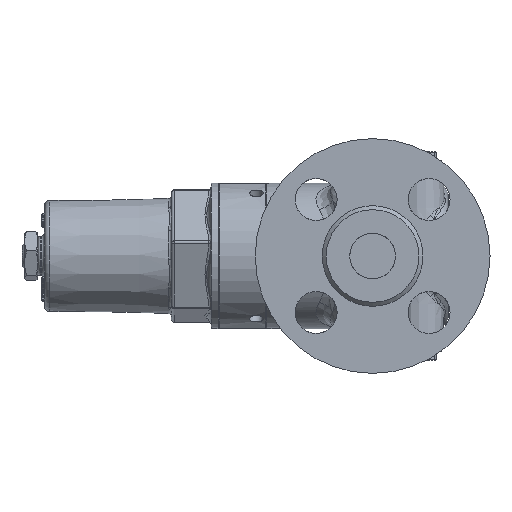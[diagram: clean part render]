
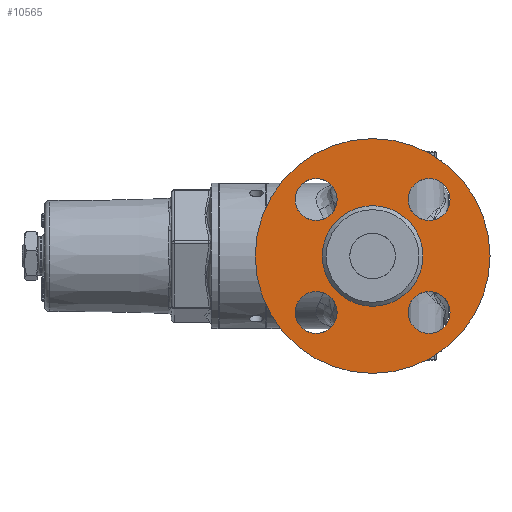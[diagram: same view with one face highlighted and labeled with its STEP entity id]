
A CAD part, left-side view. The second image highlights one B-rep face of the part: STEP entity #10565.
In plain terms, the highlighted planar face has unit normal (-1, 0, 0).
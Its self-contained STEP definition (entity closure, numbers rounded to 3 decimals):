
#267=FACE_BOUND('',#1439,.T.);
#268=FACE_BOUND('',#1440,.T.);
#269=FACE_BOUND('',#1441,.T.);
#270=FACE_BOUND('',#1442,.T.);
#271=FACE_BOUND('',#1443,.T.);
#645=PLANE('',#11251);
#795=FACE_OUTER_BOUND('',#1438,.T.);
#1438=EDGE_LOOP('',(#6759));
#1439=EDGE_LOOP('',(#6760));
#1440=EDGE_LOOP('',(#6761));
#1441=EDGE_LOOP('',(#6762));
#1442=EDGE_LOOP('',(#6763));
#1443=EDGE_LOOP('',(#6764));
#3527=CIRCLE('',#11222,7.95);
#3528=CIRCLE('',#11224,7.95);
#3529=CIRCLE('',#11226,7.95);
#3539=CIRCLE('',#11241,7.95);
#3542=CIRCLE('',#11250,19.05);
#3543=CIRCLE('',#11252,44.45);
#3956=VERTEX_POINT('',#14815);
#3959=VERTEX_POINT('',#14859);
#3962=VERTEX_POINT('',#14903);
#3974=VERTEX_POINT('',#14971);
#3987=VERTEX_POINT('',#15188);
#3988=VERTEX_POINT('',#15192);
#5020=EDGE_CURVE('',#3956,#3956,#3527,.T.);
#5024=EDGE_CURVE('',#3959,#3959,#3528,.T.);
#5028=EDGE_CURVE('',#3962,#3962,#3529,.T.);
#5043=EDGE_CURVE('',#3974,#3974,#3539,.T.);
#5061=EDGE_CURVE('',#3987,#3987,#3542,.T.);
#5063=EDGE_CURVE('',#3988,#3988,#3543,.T.);
#6759=ORIENTED_EDGE('',*,*,#5063,.T.);
#6760=ORIENTED_EDGE('',*,*,#5020,.T.);
#6761=ORIENTED_EDGE('',*,*,#5024,.T.);
#6762=ORIENTED_EDGE('',*,*,#5028,.T.);
#6763=ORIENTED_EDGE('',*,*,#5043,.T.);
#6764=ORIENTED_EDGE('',*,*,#5061,.F.);
#10565=ADVANCED_FACE('',(#795,#267,#268,#269,#270,#271),#645,.F.);
#11222=AXIS2_PLACEMENT_3D('',#14816,#11991,#11992);
#11224=AXIS2_PLACEMENT_3D('',#14860,#11996,#11997);
#11226=AXIS2_PLACEMENT_3D('',#14904,#12001,#12002);
#11241=AXIS2_PLACEMENT_3D('',#14972,#12034,#12035);
#11250=AXIS2_PLACEMENT_3D('',#15189,#12057,#12058);
#11251=AXIS2_PLACEMENT_3D('',#15191,#12060,#12061);
#11252=AXIS2_PLACEMENT_3D('',#15193,#12062,#12063);
#11991=DIRECTION('center_axis',(1.,0.,0.));
#11992=DIRECTION('ref_axis',(0.,1.,0.));
#11996=DIRECTION('center_axis',(1.,0.,0.));
#11997=DIRECTION('ref_axis',(0.,0.,-1.));
#12001=DIRECTION('center_axis',(1.,0.,0.));
#12002=DIRECTION('ref_axis',(0.,-1.,0.));
#12034=DIRECTION('center_axis',(1.,0.,0.));
#12035=DIRECTION('ref_axis',(0.,0.,1.));
#12057=DIRECTION('center_axis',(-1.,0.,0.));
#12058=DIRECTION('ref_axis',(0.,0.,1.));
#12060=DIRECTION('center_axis',(1.,0.,0.));
#12061=DIRECTION('ref_axis',(0.,0.,-1.));
#12062=DIRECTION('center_axis',(-1.,0.,0.));
#12063=DIRECTION('ref_axis',(0.,0.,1.));
#14815=CARTESIAN_POINT('',(-63.5,13.44,-21.39));
#14816=CARTESIAN_POINT('Origin',(-63.5,21.39,-21.39));
#14859=CARTESIAN_POINT('',(-63.5,-21.39,-13.44));
#14860=CARTESIAN_POINT('Origin',(-63.5,-21.39,-21.39));
#14903=CARTESIAN_POINT('',(-63.5,-13.44,21.39));
#14904=CARTESIAN_POINT('Origin',(-63.5,-21.39,21.39));
#14971=CARTESIAN_POINT('',(-63.5,21.39,13.44));
#14972=CARTESIAN_POINT('Origin',(-63.5,21.39,21.39));
#15188=CARTESIAN_POINT('',(-63.5,-19.05,0.));
#15189=CARTESIAN_POINT('Origin',(-63.5,0.,0.));
#15191=CARTESIAN_POINT('Origin',(-63.5,44.45,0.));
#15192=CARTESIAN_POINT('',(-63.5,-44.45,0.));
#15193=CARTESIAN_POINT('Origin',(-63.5,0.,0.));
